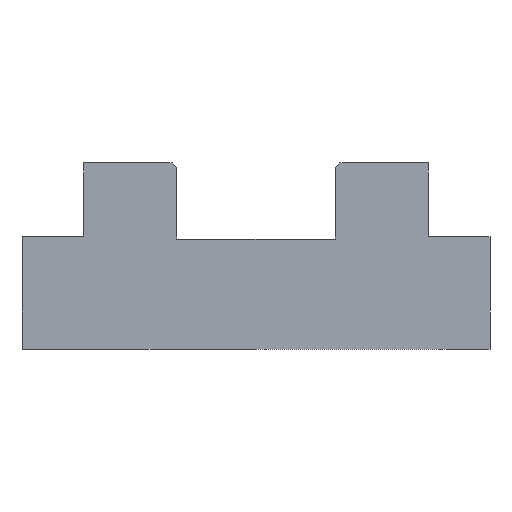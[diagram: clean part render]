
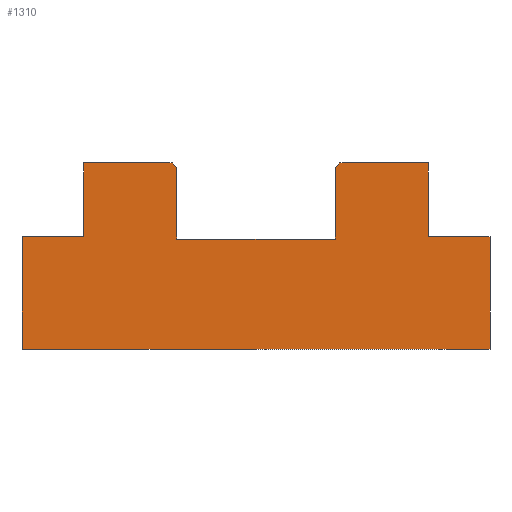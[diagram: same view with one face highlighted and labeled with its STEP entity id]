
A CAD part, front view. The second image highlights one B-rep face of the part: STEP entity #1310.
In plain terms, the highlighted planar face has unit normal (0, -1, 0).
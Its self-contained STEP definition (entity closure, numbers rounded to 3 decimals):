
#158=ORIENTED_EDGE('',*,*,#386,.F.);
#159=ORIENTED_EDGE('',*,*,#387,.T.);
#160=ORIENTED_EDGE('',*,*,#326,.F.);
#161=ORIENTED_EDGE('',*,*,#338,.T.);
#162=ORIENTED_EDGE('',*,*,#355,.T.);
#163=ORIENTED_EDGE('',*,*,#374,.T.);
#164=ORIENTED_EDGE('',*,*,#380,.T.);
#165=ORIENTED_EDGE('',*,*,#372,.T.);
#166=ORIENTED_EDGE('',*,*,#361,.T.);
#167=ORIENTED_EDGE('',*,*,#334,.F.);
#168=ORIENTED_EDGE('',*,*,#341,.F.);
#169=ORIENTED_EDGE('',*,*,#388,.T.);
#170=ORIENTED_EDGE('',*,*,#389,.F.);
#171=ORIENTED_EDGE('',*,*,#390,.F.);
#326=EDGE_CURVE('',#450,#451,#542,.T.);
#334=EDGE_CURVE('',#458,#455,#549,.T.);
#338=EDGE_CURVE('',#450,#461,#552,.T.);
#341=EDGE_CURVE('',#463,#458,#555,.T.);
#355=EDGE_CURVE('',#461,#475,#569,.T.);
#361=EDGE_CURVE('',#480,#455,#573,.T.);
#372=EDGE_CURVE('',#489,#480,#582,.T.);
#374=EDGE_CURVE('',#475,#490,#584,.T.);
#380=EDGE_CURVE('',#490,#489,#586,.T.);
#386=EDGE_CURVE('',#500,#501,#588,.T.);
#387=EDGE_CURVE('',#500,#451,#589,.T.);
#388=EDGE_CURVE('',#463,#502,#590,.T.);
#389=EDGE_CURVE('',#503,#502,#591,.T.);
#390=EDGE_CURVE('',#501,#503,#592,.T.);
#450=VERTEX_POINT('',#1706);
#451=VERTEX_POINT('',#1707);
#455=VERTEX_POINT('',#1717);
#458=VERTEX_POINT('',#1722);
#461=VERTEX_POINT('',#1730);
#463=VERTEX_POINT('',#1736);
#475=VERTEX_POINT('',#1764);
#480=VERTEX_POINT('',#1777);
#489=VERTEX_POINT('',#1796);
#490=VERTEX_POINT('',#1801);
#500=VERTEX_POINT('',#1834);
#501=VERTEX_POINT('',#1835);
#502=VERTEX_POINT('',#1838);
#503=VERTEX_POINT('',#1840);
#542=LINE('',#1705,#644);
#549=LINE('',#1723,#651);
#552=LINE('',#1731,#654);
#555=LINE('',#1737,#657);
#569=LINE('',#1765,#671);
#573=LINE('',#1776,#675);
#582=LINE('',#1798,#684);
#584=LINE('',#1803,#686);
#586=LINE('',#1814,#688);
#588=LINE('',#1833,#690);
#589=LINE('',#1836,#691);
#590=LINE('',#1837,#692);
#591=LINE('',#1839,#693);
#592=LINE('',#1841,#694);
#644=VECTOR('',#1447,1000.);
#651=VECTOR('',#1458,1000.);
#654=VECTOR('',#1465,1000.);
#657=VECTOR('',#1470,1000.);
#671=VECTOR('',#1488,1000.);
#675=VECTOR('',#1498,1000.);
#684=VECTOR('',#1513,1000.);
#686=VECTOR('',#1517,1000.);
#688=VECTOR('',#1529,1000.);
#690=VECTOR('',#1557,1000.);
#691=VECTOR('',#1558,1000.);
#692=VECTOR('',#1559,1000.);
#693=VECTOR('',#1560,1000.);
#694=VECTOR('',#1561,1000.);
#774=EDGE_LOOP('',(#158,#159,#160,#161,#162,#163,#164,#165,#166,#167,#168,
#169,#170,#171));
#858=FACE_BOUND('',#774,.T.);
#914=PLANE('',#1381);
#1310=ADVANCED_FACE('',(#858),#914,.T.);
#1381=AXIS2_PLACEMENT_3D('',#1832,#1555,#1556);
#1447=DIRECTION('',(1.,0.,0.));
#1458=DIRECTION('',(0.,0.,-1.));
#1465=DIRECTION('',(0.,0.,-1.));
#1470=DIRECTION('',(1.,0.,0.));
#1488=DIRECTION('',(-1.,0.,0.));
#1498=DIRECTION('',(-1.,0.,0.));
#1513=DIRECTION('',(0.,0.,1.));
#1517=DIRECTION('',(0.,0.,-1.));
#1529=DIRECTION('',(1.,0.,0.));
#1555=DIRECTION('',(0.,-1.,0.));
#1556=DIRECTION('',(1.,0.,0.));
#1557=DIRECTION('',(0.,0.,-1.));
#1558=DIRECTION('',(-0.707,0.,0.707));
#1559=DIRECTION('',(-0.707,0.,-0.707));
#1560=DIRECTION('',(0.,0.,1.));
#1561=DIRECTION('',(1.,0.,0.));
#1705=CARTESIAN_POINT('',(-35.,-115.,37.8));
#1706=CARTESIAN_POINT('',(-35.,-115.,37.8));
#1707=CARTESIAN_POINT('',(-17.05,-115.,37.8));
#1717=CARTESIAN_POINT('',(35.,-115.,22.8));
#1722=CARTESIAN_POINT('',(35.,-115.,37.8));
#1723=CARTESIAN_POINT('',(35.,-115.,37.8));
#1730=CARTESIAN_POINT('',(-35.,-115.,22.8));
#1731=CARTESIAN_POINT('',(-35.,-115.,37.8));
#1736=CARTESIAN_POINT('',(17.05,-115.,37.8));
#1737=CARTESIAN_POINT('',(-35.,-115.,37.8));
#1764=CARTESIAN_POINT('',(-47.5,-115.,22.8));
#1765=CARTESIAN_POINT('',(47.5,-115.,22.8));
#1776=CARTESIAN_POINT('',(47.5,-115.,22.8));
#1777=CARTESIAN_POINT('',(47.5,-115.,22.8));
#1796=CARTESIAN_POINT('',(47.5,-115.,0.));
#1798=CARTESIAN_POINT('',(47.5,-115.,0.));
#1801=CARTESIAN_POINT('',(-47.5,-115.,0.));
#1803=CARTESIAN_POINT('',(-47.5,-115.,22.8));
#1814=CARTESIAN_POINT('',(-47.5,-115.,0.));
#1832=CARTESIAN_POINT('',(0.,-115.,0.));
#1833=CARTESIAN_POINT('',(-16.05,-115.,22.35));
#1834=CARTESIAN_POINT('',(-16.05,-115.,36.8));
#1835=CARTESIAN_POINT('',(-16.05,-115.,22.35));
#1836=CARTESIAN_POINT('',(10.375,-115.,10.375));
#1837=CARTESIAN_POINT('',(-10.375,-115.,10.375));
#1838=CARTESIAN_POINT('',(16.05,-115.,36.8));
#1839=CARTESIAN_POINT('',(16.05,-115.,22.8));
#1840=CARTESIAN_POINT('',(16.05,-115.,22.35));
#1841=CARTESIAN_POINT('',(16.05,-115.,22.35));
